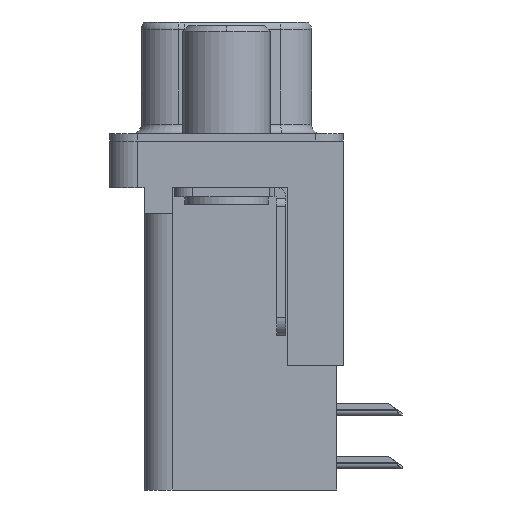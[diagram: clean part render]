
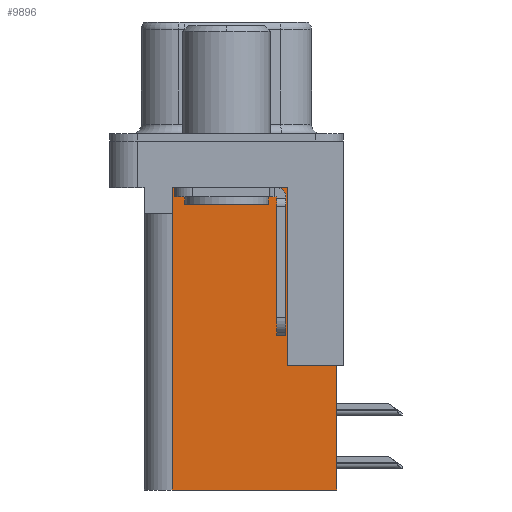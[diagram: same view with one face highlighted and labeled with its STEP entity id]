
A CAD part, left-side view. The second image highlights one B-rep face of the part: STEP entity #9896.
In plain terms, the highlighted planar face has unit normal (-1, 0, 0).
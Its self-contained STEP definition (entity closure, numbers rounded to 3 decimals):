
#374 = VERTEX_POINT ( 'NONE', #26180 ) ;
#920 = CARTESIAN_POINT ( 'NONE',  ( 3.79, -3.295, -18.76 ) ) ;
#985 = VERTEX_POINT ( 'NONE', #25435 ) ;
#2920 = EDGE_CURVE ( 'NONE', #14847, #12894, #11484, .T. ) ;
#2970 = DIRECTION ( 'NONE',  ( 0., 1., 0. ) ) ;
#2988 = CARTESIAN_POINT ( 'NONE',  ( 3.79, -5.925, -12.05 ) ) ;
#3146 = DIRECTION ( 'NONE',  ( 0., 1., 0. ) ) ;
#3574 = ORIENTED_EDGE ( 'NONE', *, *, #4605, .T. ) ;
#3620 = EDGE_CURVE ( 'NONE', #12894, #20514, #14608, .T. ) ;
#4510 = CARTESIAN_POINT ( 'NONE',  ( 3.79, 2.925, -18.76 ) ) ;
#4605 = EDGE_CURVE ( 'NONE', #20514, #985, #9064, .T. ) ;
#6347 = VECTOR ( 'NONE', #20787, 1000. ) ;
#7381 = VECTOR ( 'NONE', #19162, 1000. ) ;
#7409 = ORIENTED_EDGE ( 'NONE', *, *, #16012, .T. ) ;
#7933 = ORIENTED_EDGE ( 'NONE', *, *, #2920, .T. ) ;
#8287 = DIRECTION ( 'NONE',  ( 0., 1., 0. ) ) ;
#8321 = CARTESIAN_POINT ( 'NONE',  ( 3.79, -3.295, -2.5 ) ) ;
#9058 = CARTESIAN_POINT ( 'NONE',  ( 3.79, 2.895, -3.9 ) ) ;
#9064 = LINE ( 'NONE', #21437, #15227 ) ;
#9730 = CARTESIAN_POINT ( 'NONE',  ( 3.79, -3.295, -18.76 ) ) ;
#9896 = ADVANCED_FACE ( 'NONE', ( #16936 ), #13809, .F. ) ;
#9913 = VERTEX_POINT ( 'NONE', #20195 ) ;
#11484 = LINE ( 'NONE', #8321, #21918 ) ;
#11507 = LINE ( 'NONE', #11667, #17126 ) ;
#11667 = CARTESIAN_POINT ( 'NONE',  ( 3.79, -5.925, -2. ) ) ;
#11774 = DIRECTION ( 'NONE',  ( 0., 1., 0. ) ) ;
#12084 = CARTESIAN_POINT ( 'NONE',  ( 3.79, 2.895, -2.5 ) ) ;
#12894 = VERTEX_POINT ( 'NONE', #12084 ) ;
#13236 = AXIS2_PLACEMENT_3D ( 'NONE', #9730, #24140, #11774 ) ;
#13809 = PLANE ( 'NONE',  #13236 ) ;
#13890 = ORIENTED_EDGE ( 'NONE', *, *, #15639, .F. ) ;
#14341 = ORIENTED_EDGE ( 'NONE', *, *, #15933, .T. ) ;
#14503 = CARTESIAN_POINT ( 'NONE',  ( 3.79, -3.295, -12.05 ) ) ;
#14608 = LINE ( 'NONE', #19027, #26140 ) ;
#14787 = EDGE_CURVE ( 'NONE', #374, #985, #22616, .T. ) ;
#14847 = VERTEX_POINT ( 'NONE', #25313 ) ;
#15227 = VECTOR ( 'NONE', #2970, 1000. ) ;
#15639 = EDGE_CURVE ( 'NONE', #9913, #374, #18428, .T. ) ;
#15681 = EDGE_CURVE ( 'NONE', #16888, #9913, #11507, .T. ) ;
#15717 = ORIENTED_EDGE ( 'NONE', *, *, #15681, .F. ) ;
#15933 = EDGE_CURVE ( 'NONE', #16888, #17667, #17447, .T. ) ;
#16012 = EDGE_CURVE ( 'NONE', #17667, #14847, #20973, .T. ) ;
#16888 = VERTEX_POINT ( 'NONE', #2988 ) ;
#16936 = FACE_OUTER_BOUND ( 'NONE', #17362, .T. ) ;
#17126 = VECTOR ( 'NONE', #26086, 1000. ) ;
#17294 = ORIENTED_EDGE ( 'NONE', *, *, #3620, .T. ) ;
#17362 = EDGE_LOOP ( 'NONE', ( #7933, #17294, #3574, #19959, #13890, #15717, #14341, #7409 ) ) ;
#17447 = LINE ( 'NONE', #20701, #6347 ) ;
#17667 = VERTEX_POINT ( 'NONE', #14503 ) ;
#18428 = LINE ( 'NONE', #920, #23180 ) ;
#18917 = DIRECTION ( 'NONE',  ( 0., 0., 1. ) ) ;
#19027 = CARTESIAN_POINT ( 'NONE',  ( 3.79, 2.895, -3.9 ) ) ;
#19162 = DIRECTION ( 'NONE',  ( 0., 0., 1. ) ) ;
#19312 = DIRECTION ( 'NONE',  ( 0., 0., -1. ) ) ;
#19959 = ORIENTED_EDGE ( 'NONE', *, *, #14787, .F. ) ;
#20195 = CARTESIAN_POINT ( 'NONE',  ( 3.79, -5.925, -18.76 ) ) ;
#20514 = VERTEX_POINT ( 'NONE', #9058 ) ;
#20701 = CARTESIAN_POINT ( 'NONE',  ( 3.79, -6.295, -12.05 ) ) ;
#20787 = DIRECTION ( 'NONE',  ( 0., 1., 0. ) ) ;
#20957 = CARTESIAN_POINT ( 'NONE',  ( 3.79, -3.295, -18.76 ) ) ;
#20973 = LINE ( 'NONE', #20957, #26343 ) ;
#21437 = CARTESIAN_POINT ( 'NONE',  ( 3.79, 0., -3.9 ) ) ;
#21918 = VECTOR ( 'NONE', #8287, 1000. ) ;
#22616 = LINE ( 'NONE', #4510, #7381 ) ;
#23180 = VECTOR ( 'NONE', #3146, 1000. ) ;
#24140 = DIRECTION ( 'NONE',  ( 1., 0., 0. ) ) ;
#25313 = CARTESIAN_POINT ( 'NONE',  ( 3.79, -3.295, -2.5 ) ) ;
#25435 = CARTESIAN_POINT ( 'NONE',  ( 3.79, 2.925, -3.9 ) ) ;
#26086 = DIRECTION ( 'NONE',  ( 0., 0., -1. ) ) ;
#26140 = VECTOR ( 'NONE', #19312, 1000. ) ;
#26180 = CARTESIAN_POINT ( 'NONE',  ( 3.79, 2.925, -18.76 ) ) ;
#26343 = VECTOR ( 'NONE', #18917, 1000. ) ;
